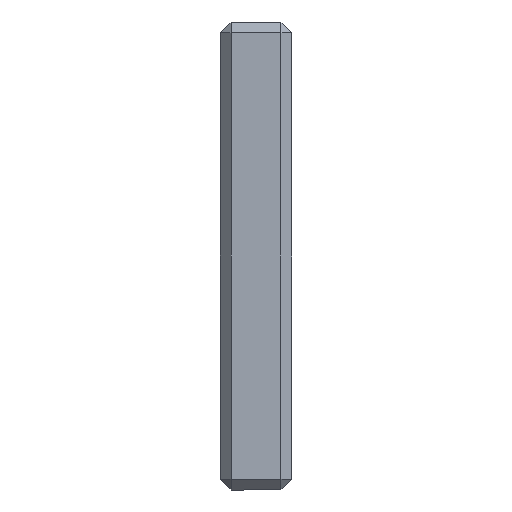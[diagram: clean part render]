
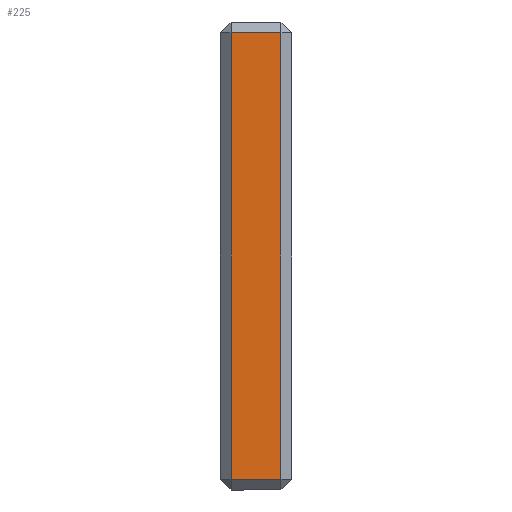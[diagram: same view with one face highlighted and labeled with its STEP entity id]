
A CAD part, left-side view. The second image highlights one B-rep face of the part: STEP entity #225.
In plain terms, the highlighted face is planar.
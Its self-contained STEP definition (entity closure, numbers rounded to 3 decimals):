
#56 = ORIENTED_EDGE ( 'NONE', *, *, #57, .T. ) ;
#57 = EDGE_CURVE ( 'NONE', #181, #58, #370, .T. ) ;
#58 = VERTEX_POINT ( 'NONE', #366 ) ;
#59 = ORIENTED_EDGE ( 'NONE', *, *, #60, .T. ) ;
#60 = EDGE_CURVE ( 'NONE', #58, #229, #475, .T. ) ;
#178 = VERTEX_POINT ( 'NONE', #761 ) ;
#179 = ORIENTED_EDGE ( 'NONE', *, *, #180, .T. ) ;
#180 = EDGE_CURVE ( 'NONE', #178, #181, #760, .T. ) ;
#181 = VERTEX_POINT ( 'NONE', #756 ) ;
#225 = ADVANCED_FACE ( 'NONE', ( #970 ), #969, .F. ) ;
#226 = EDGE_LOOP ( 'NONE', ( #227, #179, #56, #59 ) ) ;
#227 = ORIENTED_EDGE ( 'NONE', *, *, #228, .T. ) ;
#228 = EDGE_CURVE ( 'NONE', #229, #178, #919, .T. ) ;
#229 = VERTEX_POINT ( 'NONE', #892 ) ;
#366 = CARTESIAN_POINT ( 'NONE',  ( 31.263, -21.5, 1.5 ) ) ;
#367 = DIRECTION ( 'NONE',  ( 1., 0., 0. ) ) ;
#368 = VECTOR ( 'NONE', #367, 1000. ) ;
#369 = CARTESIAN_POINT ( 'NONE',  ( 32.763, -21.5, 1.5 ) ) ;
#370 = LINE ( 'NONE', #369, #368 ) ;
#472 = DIRECTION ( 'NONE',  ( 0., 0., 1. ) ) ;
#473 = VECTOR ( 'NONE', #472, 1000. ) ;
#474 = CARTESIAN_POINT ( 'NONE',  ( 31.263, -21.5, 10. ) ) ;
#475 = LINE ( 'NONE', #474, #473 ) ;
#756 = CARTESIAN_POINT ( 'NONE',  ( -31.263, -21.5, 1.5 ) ) ;
#757 = DIRECTION ( 'NONE',  ( 0., 0., -1. ) ) ;
#758 = VECTOR ( 'NONE', #757, 1000. ) ;
#759 = CARTESIAN_POINT ( 'NONE',  ( -31.263, -21.5, 10. ) ) ;
#760 = LINE ( 'NONE', #759, #758 ) ;
#761 = CARTESIAN_POINT ( 'NONE',  ( -31.263, -21.5, 8.5 ) ) ;
#892 = CARTESIAN_POINT ( 'NONE',  ( 31.263, -21.5, 8.5 ) ) ;
#893 = DIRECTION ( 'NONE',  ( -1., 0., 0. ) ) ;
#894 = VECTOR ( 'NONE', #893, 1000. ) ;
#918 = CARTESIAN_POINT ( 'NONE',  ( 32.763, -21.5, 8.5 ) ) ;
#919 = LINE ( 'NONE', #918, #894 ) ;
#968 = AXIS2_PLACEMENT_3D ( 'NONE', #1004, #1003, #1002 ) ;
#969 = PLANE ( 'NONE',  #968 ) ;
#970 = FACE_OUTER_BOUND ( 'NONE', #226, .T. ) ;
#1002 = DIRECTION ( 'NONE',  ( -1., 0., 0. ) ) ;
#1003 = DIRECTION ( 'NONE',  ( 0., 1., 0. ) ) ;
#1004 = CARTESIAN_POINT ( 'NONE',  ( 32.763, -21.5, 10. ) ) ;
